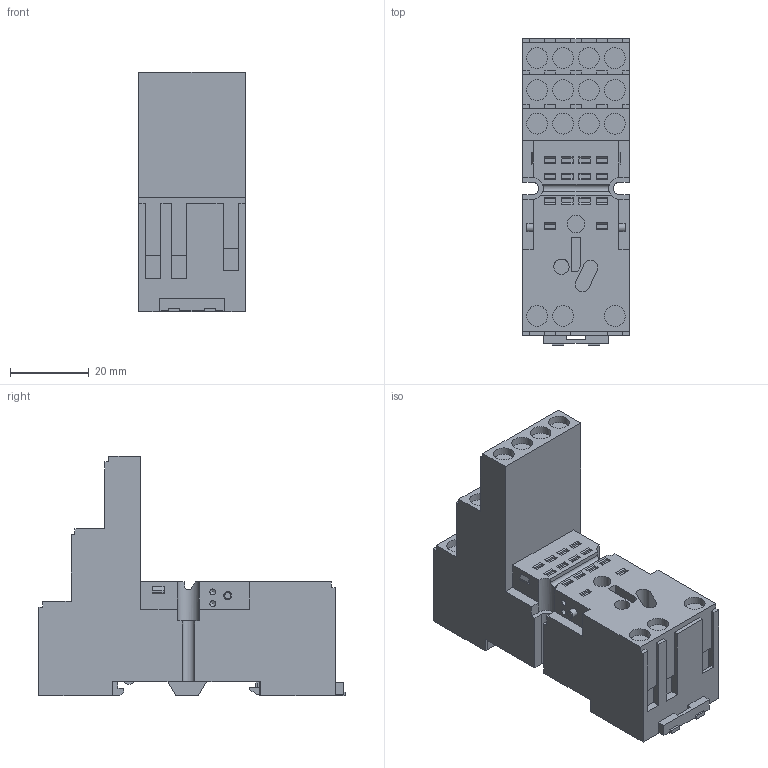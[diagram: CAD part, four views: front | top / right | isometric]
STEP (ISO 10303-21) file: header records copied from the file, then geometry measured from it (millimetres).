
FILE_DESCRIPTION(/* description */ (''),/* implementation_level */ '2;1');
FILE_NAME(/* name */ '3d_HR6XS41.stp',/* time_stamp */ '2018-11-13T08:10:32+01:00',/* author */ ('Andrzej'),/* organization */ (''),/* preprocessor_version */ 'ST-DEVELOPER v16.13',/* originating_system */ 'AutoCAD Mechanical',/* authorisation */ '');
FILE_SCHEMA (('AUTOMOTIVE_DESIGN { 1 0 10303 214 3 1 1 }'));
Length unit declared in the file: millimetre
Products named in the file (1): Product
Bounding box: 27.2 x 78 x 61.1 mm (x, y, z)
Volume: 61710.3 mm3; surface area: 15240.2 mm2
Topology: 1 solids, 2 shells, 415 faces, 1408 edges, 1305 vertices
Faces by surface type: plane 370, cylinder 39, cone 4, torus 2
Full cylindrical faces by diameter (mm): 1.5 x4, 2 x2, 3.9 x1, 4.5 x1, 5.3 x15
Entity records: 14942 total; most frequent: CARTESIAN_POINT 3124, DIRECTION 2322, ORIENTED_EDGE 2152, LINE 1228, VECTOR 1228, EDGE_CURVE 1076, VERTEX_POINT 732, AXIS2_PLACEMENT_3D 547
